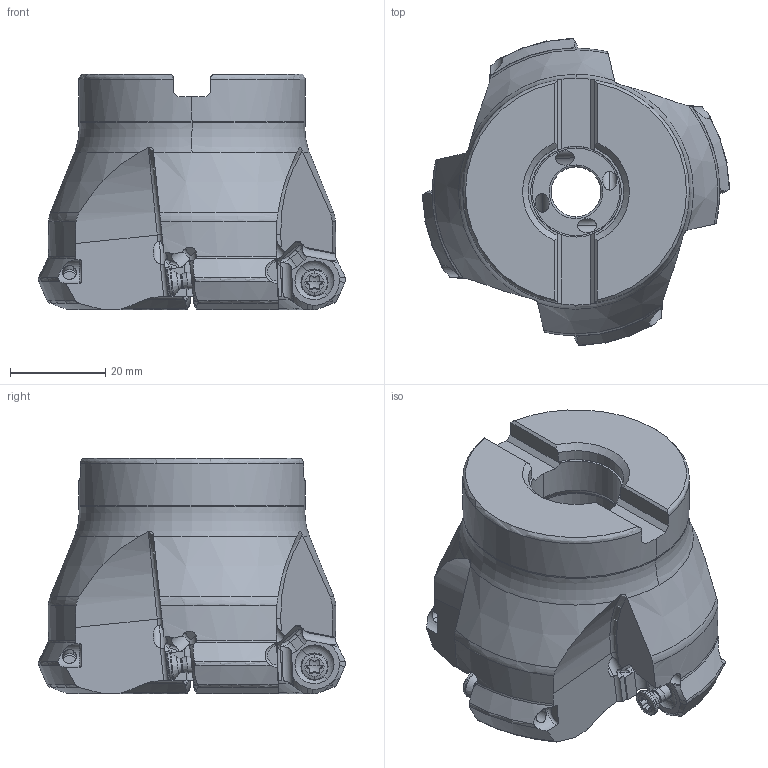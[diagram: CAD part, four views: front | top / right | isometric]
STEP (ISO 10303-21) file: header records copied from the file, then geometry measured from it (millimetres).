
FILE_DESCRIPTION(/* description */ (''),/* implementation_level */ '2;1');
FILE_NAME(/* name */ 'AHX475SUR0204AA.stp',/* time_stamp */ '2017-10-10T15:50:54+09:00',/* author */ (''),/* organization */ (''),/* preprocessor_version */ 'ST-DEVELOPER v16',/* originating_system */ 'SIEMENS PLM Software NX 10.0',/* authorisation */ '');
FILE_SCHEMA (('AUTOMOTIVE_DESIGN { 1 0 10303 214 3 1 1 1 }'));
Length unit declared in the file: millimetre
Products named in the file (1): AHX475SUR0204AA_ASM
Bounding box: 64.63 x 64.63 x 49.48 mm (x, y, z)
Volume: 84821.8 mm3; surface area: 18038.1 mm2
Topology: 5 solids, 5 shells, 569 faces, 1638 edges, 1072 vertices
Faces by surface type: cylinder 220, torus 124, plane 117, cone 60, extrusion 24, bspline 16, sphere 8
Entity records: 23130 total; most frequent: CARTESIAN_POINT 8379, ORIENTED_EDGE 3260, DIRECTION 2966, EDGE_CURVE 1630, AXIS2_PLACEMENT_3D 1257, VERTEX_POINT 1072, CIRCLE 598, EDGE_LOOP 588
